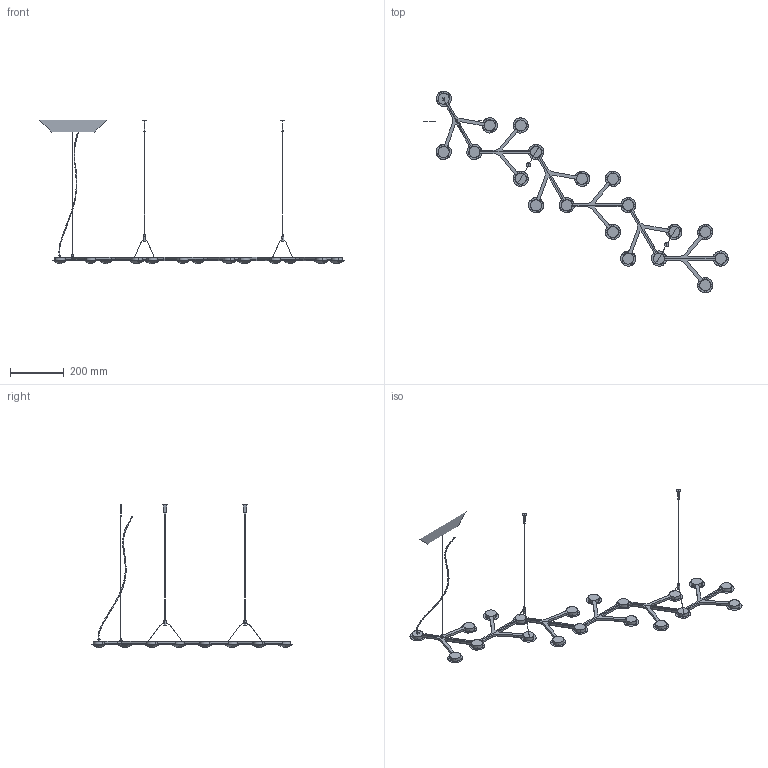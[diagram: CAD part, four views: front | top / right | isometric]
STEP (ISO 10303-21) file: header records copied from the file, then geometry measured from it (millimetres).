
FILE_DESCRIPTION(/* description */ (''),/* implementation_level */ '2;1');
FILE_NAME(/* name */ 'LedNet_Line_125_Sospensione_3D',/* time_stamp */ '2011-12-06T11:41:30+01:00',/* author */ (''),/* organization */ (''),/* preprocessor_version */ 'ST-DEVELOPER v10',/* originating_system */ '',/* authorisation */ '');
FILE_SCHEMA (('CONFIG_CONTROL_DESIGN'));
Length unit declared in the file: millimetre
Products named in the file (1): 1
Bounding box: 1129.26 x 747.73 x 531.4 mm (x, y, z)
Volume: 2108175 mm3; surface area: 504180.5 mm2
Topology: 47 solids, 101 shells, 717 faces, 2352 edges, 1736 vertices
Faces by surface type: bspline 528, plane 189
Entity records: 31996 total; most frequent: CARTESIAN_POINT 20168, ORIENTED_EDGE 3773, EDGE_CURVE 2198, VERTEX_POINT 1605, B_SPLINE_CURVE_WITH_KNOTS 973, EDGE_LOOP 721, ADVANCED_FACE 717, FACE_OUTER_BOUND 717
